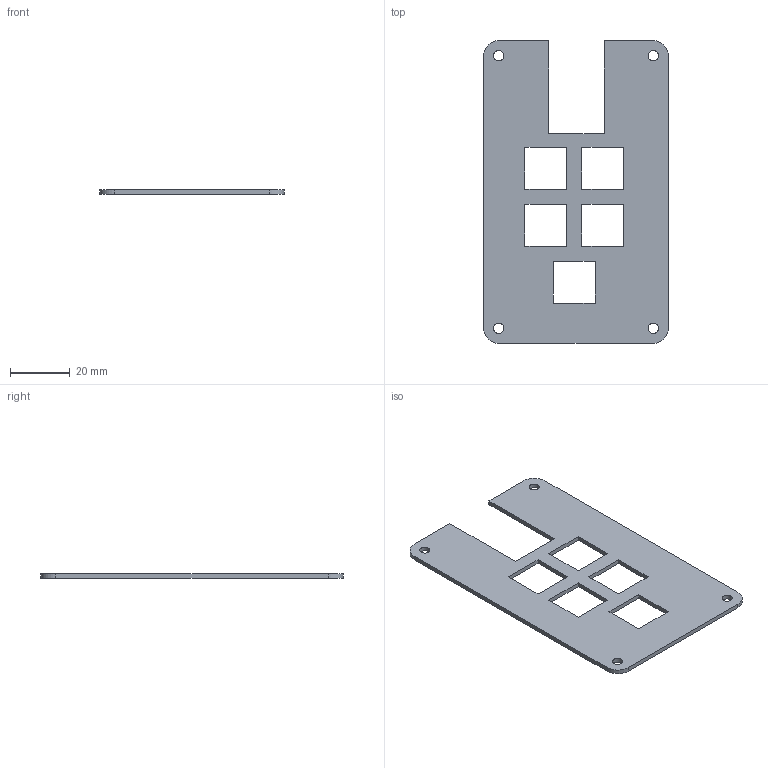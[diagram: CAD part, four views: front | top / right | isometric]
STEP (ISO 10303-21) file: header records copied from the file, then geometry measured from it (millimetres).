
FILE_DESCRIPTION(/* description */ (''),/* implementation_level */ '2;1');
FILE_NAME(/* name */ 'Hackpad - Top.step',/* time_stamp */ '2026-01-19T15:40:56-06:00',/* author */ (''),/* organization */ (''),/* preprocessor_version */ 'ST-DEVELOPER v20.1',/* originating_system */ 'Autodesk Translation Framework v14.21.0.0',/* authorisation */ '');
FILE_SCHEMA (('AUTOMOTIVE_DESIGN { 1 0 10303 214 3 1 1 }'));
Length unit declared in the file: millimetre
Products named in the file (1): 2026-01-19-15-11-30-873
Bounding box: 61.7 x 101.02 x 1.5 mm (x, y, z)
Volume: 6902.2 mm3; surface area: 10475.5 mm2
Topology: 1 solids, 1 shells, 398 faces, 1125 edges, 750 vertices
Faces by surface type: bspline 260, plane 130, cylinder 8
Full cylindrical faces by diameter (mm): 3.4 x4
Entity records: 15294 total; most frequent: CARTESIAN_POINT 6694, ORIENTED_EDGE 2250, EDGE_CURVE 1125, DIRECTION 899, VERTEX_POINT 750, LINE 589, VECTOR 589, B_SPLINE_CURVE_WITH_KNOTS 520
